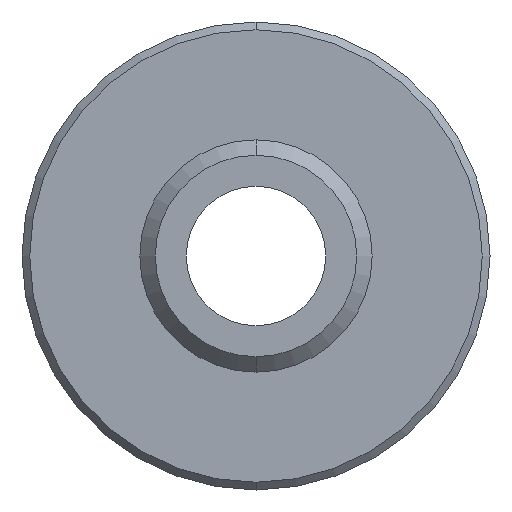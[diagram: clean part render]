
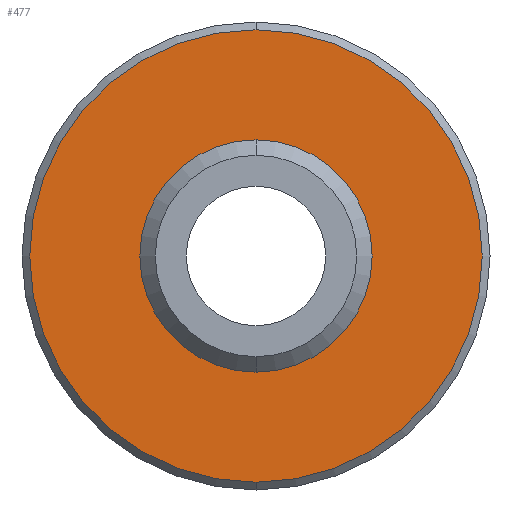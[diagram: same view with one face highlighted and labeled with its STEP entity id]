
A CAD part, front view. The second image highlights one B-rep face of the part: STEP entity #477.
In plain terms, the highlighted planar face has unit normal (0, -1, 0).
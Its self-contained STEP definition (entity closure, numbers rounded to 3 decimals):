
#15 = ORIENTED_EDGE ( 'NONE', *, *, #282, .T. ) ;
#19 = AXIS2_PLACEMENT_3D ( 'NONE', #101, #276, #384 ) ;
#82 = CARTESIAN_POINT ( 'NONE',  ( 0., 0., 0. ) ) ;
#101 = CARTESIAN_POINT ( 'NONE',  ( 0., 0., 0. ) ) ;
#111 = ORIENTED_EDGE ( 'NONE', *, *, #296, .T. ) ;
#116 = AXIS2_PLACEMENT_3D ( 'NONE', #223, #497, #169 ) ;
#125 = FACE_OUTER_BOUND ( 'NONE', #490, .T. ) ;
#148 = DIRECTION ( 'NONE',  ( 0., -1., 0. ) ) ;
#149 = DIRECTION ( 'NONE',  ( 0., 0., -1. ) ) ;
#151 = CIRCLE ( 'NONE', #116, 7.5 ) ;
#168 = VERTEX_POINT ( 'NONE', #574 ) ;
#169 = DIRECTION ( 'NONE',  ( 0., 0., 1. ) ) ;
#174 = EDGE_CURVE ( 'NONE', #400, #168, #609, .T. ) ;
#223 = CARTESIAN_POINT ( 'NONE',  ( 0., 0., 0. ) ) ;
#276 = DIRECTION ( 'NONE',  ( 0., 1., 0. ) ) ;
#282 = EDGE_CURVE ( 'NONE', #567, #598, #151, .T. ) ;
#289 = DIRECTION ( 'NONE',  ( 0., -1., 0. ) ) ;
#296 = EDGE_CURVE ( 'NONE', #598, #567, #468, .T. ) ;
#300 = CARTESIAN_POINT ( 'NONE',  ( 0., 0., 0. ) ) ;
#301 = DIRECTION ( 'NONE',  ( 0., -1., 0. ) ) ;
#338 = PLANE ( 'NONE',  #551 ) ;
#340 = EDGE_LOOP ( 'NONE', ( #111, #15 ) ) ;
#349 = ORIENTED_EDGE ( 'NONE', *, *, #174, .T. ) ;
#353 = AXIS2_PLACEMENT_3D ( 'NONE', #300, #148, #529 ) ;
#384 = DIRECTION ( 'NONE',  ( 0., 0., 1. ) ) ;
#394 = FACE_BOUND ( 'NONE', #340, .T. ) ;
#400 = VERTEX_POINT ( 'NONE', #441 ) ;
#441 = CARTESIAN_POINT ( 'NONE',  ( 0., 0., 14.609 ) ) ;
#468 = CIRCLE ( 'NONE', #19, 7.5 ) ;
#477 = ADVANCED_FACE ( 'NONE', ( #125, #394 ), #338, .T. ) ;
#482 = CIRCLE ( 'NONE', #353, 14.609 ) ;
#483 = AXIS2_PLACEMENT_3D ( 'NONE', #82, #301, #149 ) ;
#490 = EDGE_LOOP ( 'NONE', ( #349, #582 ) ) ;
#497 = DIRECTION ( 'NONE',  ( 0., 1., 0. ) ) ;
#529 = DIRECTION ( 'NONE',  ( 0., 0., -1. ) ) ;
#551 = AXIS2_PLACEMENT_3D ( 'NONE', #555, #289, #566 ) ;
#555 = CARTESIAN_POINT ( 'NONE',  ( 0., 0., 15.109 ) ) ;
#566 = DIRECTION ( 'NONE',  ( 0., 0., -1. ) ) ;
#567 = VERTEX_POINT ( 'NONE', #569 ) ;
#569 = CARTESIAN_POINT ( 'NONE',  ( 0., 0., -7.5 ) ) ;
#574 = CARTESIAN_POINT ( 'NONE',  ( 0., 0., -14.609 ) ) ;
#582 = ORIENTED_EDGE ( 'NONE', *, *, #676, .T. ) ;
#598 = VERTEX_POINT ( 'NONE', #691 ) ;
#609 = CIRCLE ( 'NONE', #483, 14.609 ) ;
#676 = EDGE_CURVE ( 'NONE', #168, #400, #482, .T. ) ;
#691 = CARTESIAN_POINT ( 'NONE',  ( 0., 0., 7.5 ) ) ;
